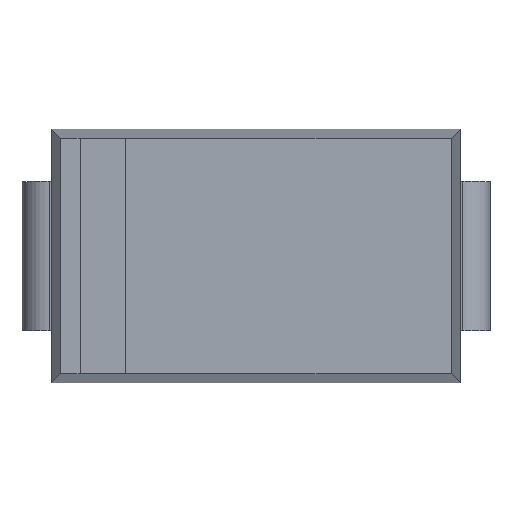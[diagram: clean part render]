
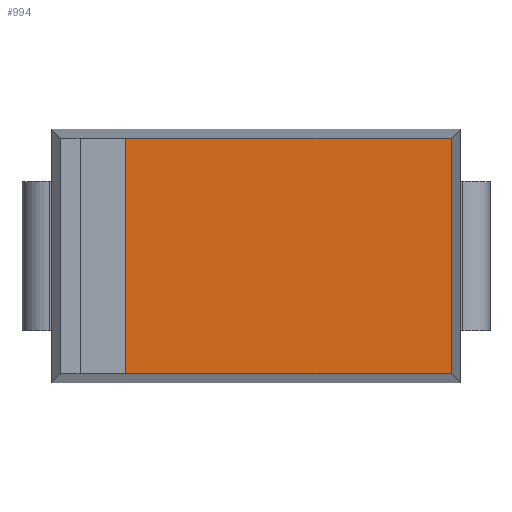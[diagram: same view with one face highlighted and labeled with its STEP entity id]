
A CAD part, top view. The second image highlights one B-rep face of the part: STEP entity #994.
In plain terms, the highlighted planar face has unit normal (0, 0, 1).
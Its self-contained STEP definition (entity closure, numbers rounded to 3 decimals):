
#733 = VERTEX_POINT('',#734);
#734 = CARTESIAN_POINT('',(2.15,1.295,2.237));
#740 = EDGE_CURVE('',#741,#733,#743,.T.);
#741 = VERTEX_POINT('',#742);
#742 = CARTESIAN_POINT('',(-1.436,1.295,2.237
    ));
#743 = LINE('',#744,#745);
#744 = CARTESIAN_POINT('',(-2.25,1.295,2.237));
#745 = VECTOR('',#746,1.);
#746 = DIRECTION('',(1.,0.,0.));
#825 = VERTEX_POINT('',#826);
#826 = CARTESIAN_POINT('',(2.15,-1.295,2.237));
#843 = VERTEX_POINT('',#844);
#844 = CARTESIAN_POINT('',(-1.436,-1.295,
    2.237));
#850 = EDGE_CURVE('',#825,#843,#851,.T.);
#851 = LINE('',#852,#853);
#852 = CARTESIAN_POINT('',(2.25,-1.295,2.237));
#853 = VECTOR('',#854,1.);
#854 = DIRECTION('',(-1.,0.,0.));
#994 = ADVANCED_FACE('',(#995),#1011,.F.);
#995 = FACE_BOUND('',#996,.F.);
#996 = EDGE_LOOP('',(#997,#1003,#1004,#1010));
#997 = ORIENTED_EDGE('',*,*,#998,.T.);
#998 = EDGE_CURVE('',#843,#741,#999,.T.);
#999 = LINE('',#1000,#1001);
#1000 = CARTESIAN_POINT('',(-1.436,-1.295,
    2.237));
#1001 = VECTOR('',#1002,1.);
#1002 = DIRECTION('',(0.,1.,0.));
#1003 = ORIENTED_EDGE('',*,*,#740,.T.);
#1004 = ORIENTED_EDGE('',*,*,#1005,.T.);
#1005 = EDGE_CURVE('',#733,#825,#1006,.T.);
#1006 = LINE('',#1007,#1008);
#1007 = CARTESIAN_POINT('',(2.15,1.395,2.237));
#1008 = VECTOR('',#1009,1.);
#1009 = DIRECTION('',(0.,-1.,0.));
#1010 = ORIENTED_EDGE('',*,*,#850,.T.);
#1011 = PLANE('',#1012);
#1012 = AXIS2_PLACEMENT_3D('',#1013,#1014,#1015);
#1013 = CARTESIAN_POINT('',(0.,0.,2.237));
#1014 = DIRECTION('',(-0.,-0.,-1.));
#1015 = DIRECTION('',(-1.,0.,0.));
